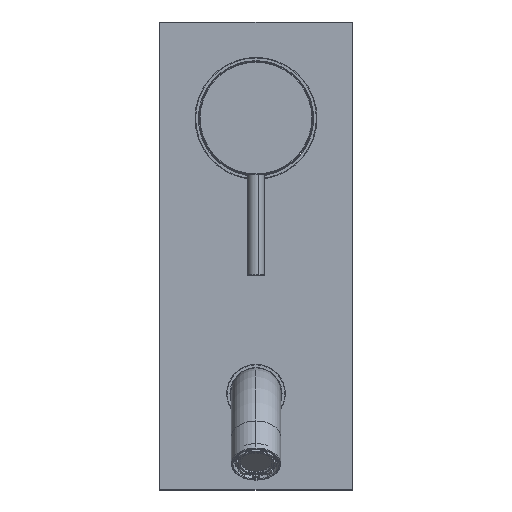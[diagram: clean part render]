
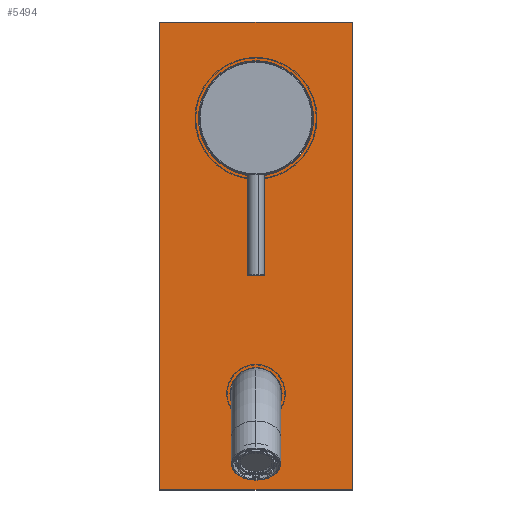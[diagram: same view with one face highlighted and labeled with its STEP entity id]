
A CAD part, top view. The second image highlights one B-rep face of the part: STEP entity #5494.
In plain terms, the highlighted face is planar.
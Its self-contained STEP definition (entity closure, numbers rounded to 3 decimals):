
#165 = DIRECTION ( 'NONE',  ( 0., 0., 1. ) ) ;
#379 = FACE_OUTER_BOUND ( 'NONE', #4426, .T. ) ;
#850 = CARTESIAN_POINT ( 'NONE',  ( -50., -1.5, 0. ) ) ;
#940 = FACE_BOUND ( 'NONE', #3108, .T. ) ;
#1064 = DIRECTION ( 'NONE',  ( 1., 0., 0. ) ) ;
#1110 = DIRECTION ( 'NONE',  ( 0., 0., 1. ) ) ;
#1325 = VERTEX_POINT ( 'NONE', #7427 ) ;
#1794 = AXIS2_PLACEMENT_3D ( 'NONE', #3631, #8049, #1110 ) ;
#1967 = CARTESIAN_POINT ( 'NONE',  ( -50., -1.5, 9.45 ) ) ;
#1969 = DIRECTION ( 'NONE',  ( 0., 1., 0. ) ) ;
#2073 = LINE ( 'NONE', #5877, #6640 ) ;
#2103 = VECTOR ( 'NONE', #6830, 1000. ) ;
#2120 = EDGE_CURVE ( 'NONE', #7370, #7076, #8345, .T. ) ;
#2323 = DIRECTION ( 'NONE',  ( 0., 1., 0. ) ) ;
#2388 = VERTEX_POINT ( 'NONE', #8246 ) ;
#2511 = LINE ( 'NONE', #5051, #4606 ) ;
#2559 = ORIENTED_EDGE ( 'NONE', *, *, #7835, .T. ) ;
#2573 = EDGE_CURVE ( 'NONE', #4331, #4325, #6133, .T. ) ;
#2649 = CARTESIAN_POINT ( 'NONE',  ( -50., -1.5, 0. ) ) ;
#2651 = DIRECTION ( 'NONE',  ( 0., 0., -1. ) ) ;
#2798 = AXIS2_PLACEMENT_3D ( 'NONE', #3277, #1969, #4627 ) ;
#2866 = PLANE ( 'NONE',  #4199 ) ;
#2937 = VECTOR ( 'NONE', #5851, 1000. ) ;
#2968 = ORIENTED_EDGE ( 'NONE', *, *, #3819, .F. ) ;
#3058 = ORIENTED_EDGE ( 'NONE', *, *, #7522, .T. ) ;
#3108 = EDGE_LOOP ( 'NONE', ( #5654, #3058 ) ) ;
#3277 = CARTESIAN_POINT ( 'NONE',  ( 50., -1.5, 0. ) ) ;
#3338 = CARTESIAN_POINT ( 'NONE',  ( -50., -1.5, -9.45 ) ) ;
#3340 = CARTESIAN_POINT ( 'NONE',  ( 50., -1.5, -20.95 ) ) ;
#3424 = ORIENTED_EDGE ( 'NONE', *, *, #6171, .F. ) ;
#3502 = FACE_BOUND ( 'NONE', #6607, .T. ) ;
#3538 = CIRCLE ( 'NONE', #1794, 20.95 ) ;
#3631 = CARTESIAN_POINT ( 'NONE',  ( 50., -1.5, 0. ) ) ;
#3819 = EDGE_CURVE ( 'NONE', #2388, #1325, #3830, .T. ) ;
#3830 = LINE ( 'NONE', #5890, #2937 ) ;
#3852 = ORIENTED_EDGE ( 'NONE', *, *, #5299, .F. ) ;
#3953 = AXIS2_PLACEMENT_3D ( 'NONE', #2649, #5358, #7276 ) ;
#3969 = DIRECTION ( 'NONE',  ( 0., 1., 0. ) ) ;
#4173 = EDGE_CURVE ( 'NONE', #1325, #6017, #4321, .T. ) ;
#4199 = AXIS2_PLACEMENT_3D ( 'NONE', #7446, #2323, #4893 ) ;
#4321 = LINE ( 'NONE', #4707, #2103 ) ;
#4325 = VERTEX_POINT ( 'NONE', #3338 ) ;
#4331 = VERTEX_POINT ( 'NONE', #1967 ) ;
#4426 = EDGE_LOOP ( 'NONE', ( #6192, #2968, #3852, #3424 ) ) ;
#4606 = VECTOR ( 'NONE', #1064, 1000. ) ;
#4627 = DIRECTION ( 'NONE',  ( 0., 0., 1. ) ) ;
#4707 = CARTESIAN_POINT ( 'NONE',  ( -85., -1.5, 35. ) ) ;
#4893 = DIRECTION ( 'NONE',  ( 0., 0., 1. ) ) ;
#5005 = CARTESIAN_POINT ( 'NONE',  ( 85., -1.5, 35. ) ) ;
#5051 = CARTESIAN_POINT ( 'NONE',  ( 85., -1.5, 35. ) ) ;
#5299 = EDGE_CURVE ( 'NONE', #7041, #2388, #2073, .T. ) ;
#5358 = DIRECTION ( 'NONE',  ( 0., 1., 0. ) ) ;
#5494 = ADVANCED_FACE ( 'NONE', ( #940, #3502, #379 ), #2866, .F. ) ;
#5654 = ORIENTED_EDGE ( 'NONE', *, *, #2120, .T. ) ;
#5851 = DIRECTION ( 'NONE',  ( -1., 0., 0. ) ) ;
#5861 = AXIS2_PLACEMENT_3D ( 'NONE', #850, #3969, #165 ) ;
#5877 = CARTESIAN_POINT ( 'NONE',  ( 85., -1.5, 35. ) ) ;
#5890 = CARTESIAN_POINT ( 'NONE',  ( 85., -1.5, -35. ) ) ;
#6017 = VERTEX_POINT ( 'NONE', #6159 ) ;
#6133 = CIRCLE ( 'NONE', #5861, 9.45 ) ;
#6159 = CARTESIAN_POINT ( 'NONE',  ( -85., -1.5, 35. ) ) ;
#6171 = EDGE_CURVE ( 'NONE', #6017, #7041, #2511, .T. ) ;
#6192 = ORIENTED_EDGE ( 'NONE', *, *, #4173, .F. ) ;
#6607 = EDGE_LOOP ( 'NONE', ( #2559, #7481 ) ) ;
#6640 = VECTOR ( 'NONE', #2651, 1000. ) ;
#6830 = DIRECTION ( 'NONE',  ( 0., 0., 1. ) ) ;
#6932 = CIRCLE ( 'NONE', #3953, 9.45 ) ;
#7041 = VERTEX_POINT ( 'NONE', #5005 ) ;
#7076 = VERTEX_POINT ( 'NONE', #8282 ) ;
#7276 = DIRECTION ( 'NONE',  ( 0., 0., 1. ) ) ;
#7370 = VERTEX_POINT ( 'NONE', #3340 ) ;
#7427 = CARTESIAN_POINT ( 'NONE',  ( -85., -1.5, -35. ) ) ;
#7446 = CARTESIAN_POINT ( 'NONE',  ( 0., -1.5, 0. ) ) ;
#7481 = ORIENTED_EDGE ( 'NONE', *, *, #2573, .T. ) ;
#7522 = EDGE_CURVE ( 'NONE', #7076, #7370, #3538, .T. ) ;
#7835 = EDGE_CURVE ( 'NONE', #4325, #4331, #6932, .T. ) ;
#8049 = DIRECTION ( 'NONE',  ( 0., 1., 0. ) ) ;
#8246 = CARTESIAN_POINT ( 'NONE',  ( 85., -1.5, -35. ) ) ;
#8282 = CARTESIAN_POINT ( 'NONE',  ( 50., -1.5, 20.95 ) ) ;
#8345 = CIRCLE ( 'NONE', #2798, 20.95 ) ;
